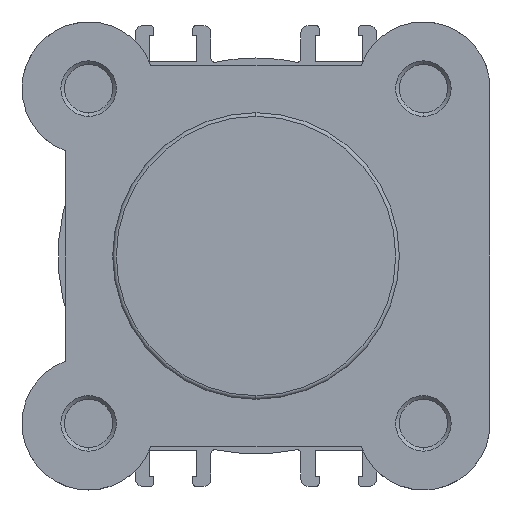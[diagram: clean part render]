
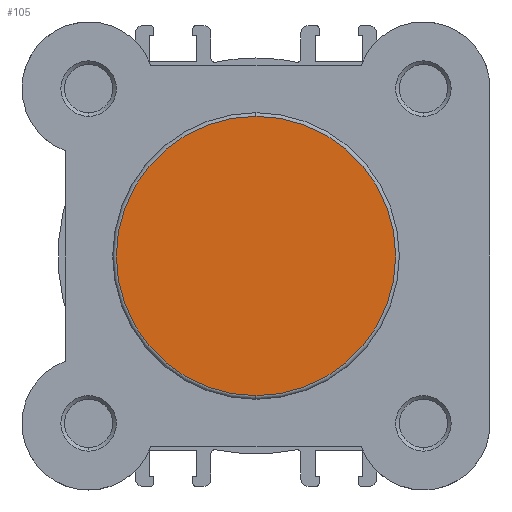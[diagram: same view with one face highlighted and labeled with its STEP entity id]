
A CAD part, left-side view. The second image highlights one B-rep face of the part: STEP entity #105.
In plain terms, the highlighted planar face has unit normal (-1, 0, 0).
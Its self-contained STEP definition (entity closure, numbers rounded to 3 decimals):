
#105 = ADVANCED_FACE ( 'NONE', ( #2261 ), #3247, .F. ) ;
#485 = EDGE_CURVE ( 'NONE', #3109, #3110, #5319, .T. ) ;
#497 = EDGE_CURVE ( 'NONE', #3110, #3109, #5338, .T. ) ;
#1024 = AXIS2_PLACEMENT_3D ( 'NONE', #3307, #3418, #3417 ) ;
#1299 = AXIS2_PLACEMENT_3D ( 'NONE', #4643, #4649, #4650 ) ;
#1306 = AXIS2_PLACEMENT_3D ( 'NONE', #4666, #4681, #4682 ) ;
#2042 = EDGE_LOOP ( 'NONE', ( #2811, #2820 ) ) ;
#2261 = FACE_OUTER_BOUND ( 'NONE', #2042, .T. ) ;
#2811 = ORIENTED_EDGE ( 'NONE', *, *, #485, .T. ) ;
#2820 = ORIENTED_EDGE ( 'NONE', *, *, #497, .T. ) ;
#3109 = VERTEX_POINT ( 'NONE', #7011 ) ;
#3110 = VERTEX_POINT ( 'NONE', #7012 ) ;
#3247 = PLANE ( 'NONE',  #1024 ) ;
#3307 = CARTESIAN_POINT ( 'NONE',  ( 0., 19.9, 0. ) ) ;
#3417 = DIRECTION ( 'NONE',  ( 0., 0., -1. ) ) ;
#3418 = DIRECTION ( 'NONE',  ( 1., 0., 0. ) ) ;
#4643 = CARTESIAN_POINT ( 'NONE',  ( 0., 0., 0. ) ) ;
#4649 = DIRECTION ( 'NONE',  ( -1., 0., 0. ) ) ;
#4650 = DIRECTION ( 'NONE',  ( 0., 0., -1. ) ) ;
#4666 = CARTESIAN_POINT ( 'NONE',  ( 0., 0., 0. ) ) ;
#4681 = DIRECTION ( 'NONE',  ( -1., 0., 0. ) ) ;
#4682 = DIRECTION ( 'NONE',  ( 0., 0., -1. ) ) ;
#5319 = CIRCLE ( 'NONE', #1299, 19.4 ) ;
#5338 = CIRCLE ( 'NONE', #1306, 19.4 ) ;
#7011 = CARTESIAN_POINT ( 'NONE',  ( 0., 0., -19.4 ) ) ;
#7012 = CARTESIAN_POINT ( 'NONE',  ( 0., 0., 19.4 ) ) ;
